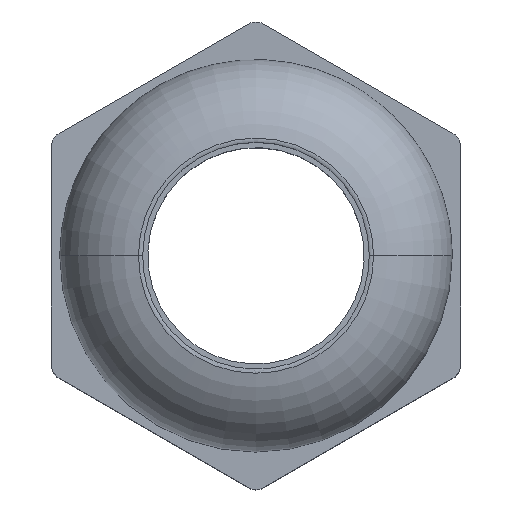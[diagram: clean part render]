
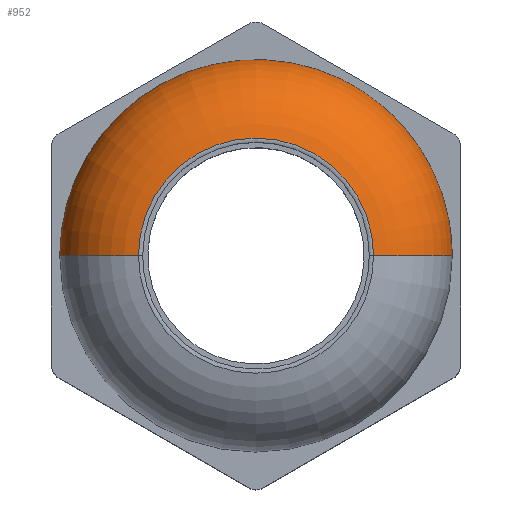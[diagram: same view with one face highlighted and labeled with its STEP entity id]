
A CAD part, top view. The second image highlights one B-rep face of the part: STEP entity #952.
In plain terms, the highlighted toroidal (fillet/blend) face has major radius 6.835 mm and minor radius 6.12 mm.
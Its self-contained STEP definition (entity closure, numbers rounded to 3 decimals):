
#925=AXIS2_PLACEMENT_3D('Torus Axis2P3D',#922,#923,#924) ;
#929=AXIS2_PLACEMENT_3D('Circle Axis2P3D',#927,#928,$) ;
#936=AXIS2_PLACEMENT_3D('Circle Axis2P3D',#934,#935,$) ;
#943=AXIS2_PLACEMENT_3D('Circle Axis2P3D',#941,#942,$) ;
#823=CARTESIAN_POINT('Control Point',(0.545,15.444,35.02)) ;
#824=CARTESIAN_POINT('Control Point',(0.546,16.678,35.02)) ;
#825=CARTESIAN_POINT('Control Point',(0.694,17.912,35.02)) ;
#826=CARTESIAN_POINT('Control Point',(0.989,19.123,35.02)) ;
#827=CARTESIAN_POINT('Control Point',(1.862,21.45,35.02)) ;
#828=CARTESIAN_POINT('Control Point',(3.256,23.508,35.02)) ;
#829=CARTESIAN_POINT('Control Point',(4.074,24.449,35.02)) ;
#830=CARTESIAN_POINT('Control Point',(5.916,26.118,35.02)) ;
#831=CARTESIAN_POINT('Control Point',(8.099,27.307,35.02)) ;
#832=CARTESIAN_POINT('Control Point',(9.257,27.768,35.02)) ;
#833=CARTESIAN_POINT('Control Point',(11.66,28.406,35.02)) ;
#834=CARTESIAN_POINT('Control Point',(14.145,28.461,35.02)) ;
#835=CARTESIAN_POINT('Control Point',(15.385,28.34,35.02)) ;
#836=CARTESIAN_POINT('Control Point',(17.813,27.805,35.02)) ;
#837=CARTESIAN_POINT('Control Point',(20.047,26.715,35.02)) ;
#838=CARTESIAN_POINT('Control Point',(21.094,26.039,35.02)) ;
#839=CARTESIAN_POINT('Control Point',(23.006,24.45,35.02)) ;
#840=CARTESIAN_POINT('Control Point',(24.491,22.457,35.02)) ;
#841=CARTESIAN_POINT('Control Point',(25.111,21.376,35.02)) ;
#842=CARTESIAN_POINT('Control Point',(25.886,19.551,35.02)) ;
#843=CARTESIAN_POINT('Control Point',(26.301,17.621,35.02)) ;
#844=CARTESIAN_POINT('Control Point',(26.404,16.892,35.02)) ;
#845=CARTESIAN_POINT('Control Point',(26.456,16.158,35.02)) ;
#846=CARTESIAN_POINT('Control Point',(26.455,15.424,35.02)) ;
#847=CARTESIAN_POINT('Vertex',(0.545,15.444,35.02)) ;
#849=CARTESIAN_POINT('Vertex',(26.455,15.424,35.02)) ;
#922=CARTESIAN_POINT('Axis2P3D Location',(13.5,15.434,34.95)) ;
#927=CARTESIAN_POINT('Axis2P3D Location',(20.335,15.428,34.95)) ;
#931=CARTESIAN_POINT('Vertex',(21.261,15.428,41.)) ;
#934=CARTESIAN_POINT('Axis2P3D Location',(6.665,15.439,34.95)) ;
#938=CARTESIAN_POINT('Vertex',(5.739,15.44,41.)) ;
#941=CARTESIAN_POINT('Axis2P3D Location',(13.5,15.434,41.)) ;
#923=DIRECTION('Axis2P3D Direction',(0.,0.,-1.)) ;
#924=DIRECTION('Axis2P3D XDirection',(-1.,0.001,0.)) ;
#928=DIRECTION('Axis2P3D Direction',(0.001,1.,0.)) ;
#935=DIRECTION('Axis2P3D Direction',(-0.001,-1.,0.)) ;
#942=DIRECTION('Axis2P3D Direction',(0.,0.,-1.)) ;
#947=ORIENTED_EDGE('',*,*,#933,.T.) ;
#948=ORIENTED_EDGE('',*,*,#851,.F.) ;
#949=ORIENTED_EDGE('',*,*,#940,.T.) ;
#950=ORIENTED_EDGE('',*,*,#945,.F.) ;
#952=ADVANCED_FACE('OT_VG_M20\\Hauptk\X2\00F6\X0\rper',(#951),#926,.T.) ;
#822=B_SPLINE_CURVE_WITH_KNOTS('',5,(#823,#824,#825,#826,#827,#828,#829,#830,#831,#832,#833,#834,#835,#836,#837,#838,#839,#840,#841,#842,#843,#844,#845,#846),.UNSPECIFIED.,.F.,.U.,(6,3,3,3,3,3,3,6),(0.,8.801,17.603,26.403,35.205,44.006,52.808,58.043),.UNSPECIFIED.) ;
#930=CIRCLE('generated circle',#929,6.12) ;
#937=CIRCLE('generated circle',#936,6.12) ;
#944=CIRCLE('generated circle',#943,7.761) ;
#926=TOROIDAL_SURFACE('homeo Torus',#925,6.835,6.12) ;
#851=EDGE_CURVE('',#848,#850,#822,.T.) ;
#933=EDGE_CURVE('',#932,#850,#930,.T.) ;
#940=EDGE_CURVE('',#848,#939,#937,.F.) ;
#945=EDGE_CURVE('',#932,#939,#944,.F.) ;
#946=EDGE_LOOP('',(#947,#948,#949,#950)) ;
#951=FACE_OUTER_BOUND('',#946,.T.) ;
#848=VERTEX_POINT('',#847) ;
#850=VERTEX_POINT('',#849) ;
#932=VERTEX_POINT('',#931) ;
#939=VERTEX_POINT('',#938) ;
